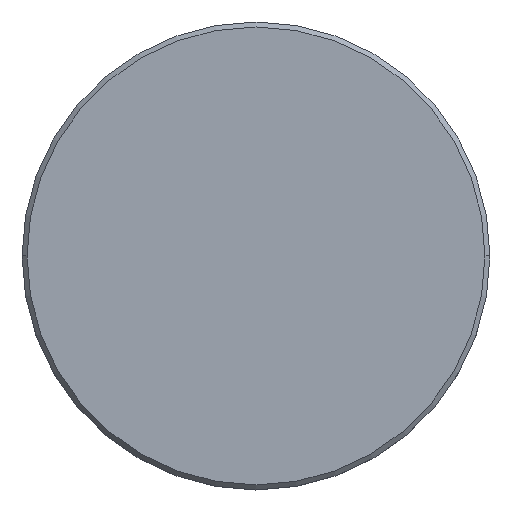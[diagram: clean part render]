
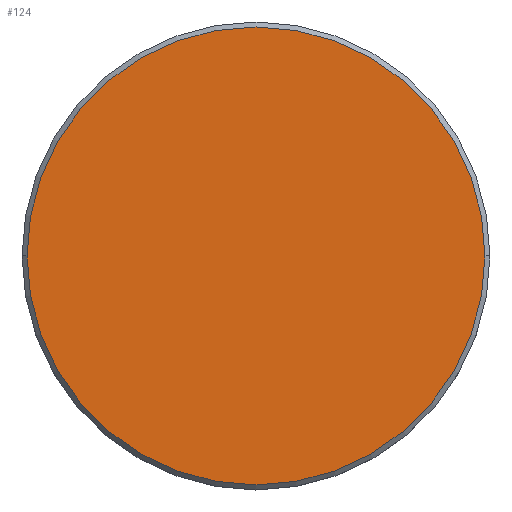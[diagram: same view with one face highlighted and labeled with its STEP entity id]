
A CAD part, top view. The second image highlights one B-rep face of the part: STEP entity #124.
In plain terms, the highlighted planar face has unit normal (0, 0, 1).
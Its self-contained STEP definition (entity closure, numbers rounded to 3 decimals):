
#61 = FACE_OUTER_BOUND ( 'NONE', #1109, .T. ) ;
#97 = DIRECTION ( 'NONE',  ( 0., 0., 1. ) ) ;
#109 = AXIS2_PLACEMENT_3D ( 'NONE', #967, #971, #432 ) ;
#124 = ADVANCED_FACE ( 'NONE', ( #61 ), #329, .T. ) ;
#194 = CARTESIAN_POINT ( 'NONE',  ( 0., 0., 0. ) ) ;
#199 = EDGE_CURVE ( 'NONE', #769, #1011, #685, .T. ) ;
#257 = AXIS2_PLACEMENT_3D ( 'NONE', #280, #1073, #533 ) ;
#280 = CARTESIAN_POINT ( 'NONE',  ( 0., 0., 0. ) ) ;
#329 = PLANE ( 'NONE',  #109 ) ;
#432 = DIRECTION ( 'NONE',  ( 1., 0., 0. ) ) ;
#486 = DIRECTION ( 'NONE',  ( 1., 0., 0. ) ) ;
#533 = DIRECTION ( 'NONE',  ( 1., 0., 0. ) ) ;
#648 = EDGE_CURVE ( 'NONE', #1011, #769, #1122, .T. ) ;
#685 = CIRCLE ( 'NONE', #257, 23. ) ;
#769 = VERTEX_POINT ( 'NONE', #775 ) ;
#775 = CARTESIAN_POINT ( 'NONE',  ( -23., 0., 0. ) ) ;
#784 = AXIS2_PLACEMENT_3D ( 'NONE', #194, #97, #486 ) ;
#791 = ORIENTED_EDGE ( 'NONE', *, *, #648, .T. ) ;
#798 = CARTESIAN_POINT ( 'NONE',  ( 23., 0., 0. ) ) ;
#967 = CARTESIAN_POINT ( 'NONE',  ( 0., 0., 0. ) ) ;
#971 = DIRECTION ( 'NONE',  ( 0., 0., 1. ) ) ;
#978 = ORIENTED_EDGE ( 'NONE', *, *, #199, .T. ) ;
#1011 = VERTEX_POINT ( 'NONE', #798 ) ;
#1073 = DIRECTION ( 'NONE',  ( 0., 0., 1. ) ) ;
#1109 = EDGE_LOOP ( 'NONE', ( #978, #791 ) ) ;
#1122 = CIRCLE ( 'NONE', #784, 23. ) ;
